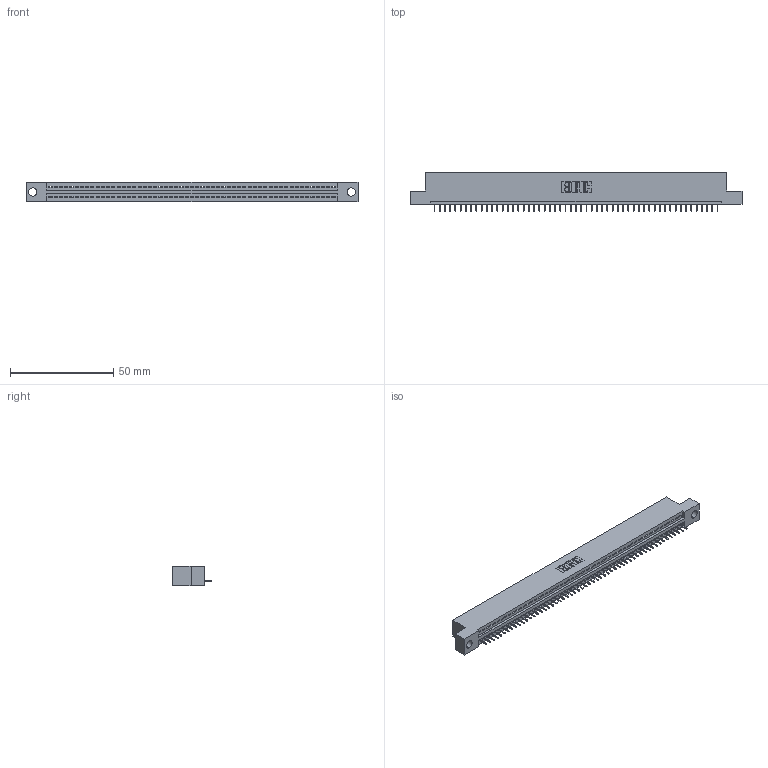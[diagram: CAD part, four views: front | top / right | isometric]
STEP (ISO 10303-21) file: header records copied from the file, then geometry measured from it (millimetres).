
FILE_DESCRIPTION (( 'STEP AP203' ), '1' );
FILE_NAME ('895-055-525-104.STEP', '2020-09-27T15:06:23', ( '' ), ( '' ), 'SwSTEP 2.0', 'SolidWorks 2020', '' );
FILE_SCHEMA (( 'CONFIG_CONTROL_DESIGN' ));
Length unit declared in the file: inch
Products named in the file (3): 845 Part_Flush Mounting Lugs - 0.156 Dia-TH; 345-292-001_345-293-125; 895-055-525-104
Assembly tree (56 placements, depth 2):
  895-055-525-104
    845 Part_Flush Mounting Lugs - 0.156 Dia-TH
    345-292-001_345-293-125  x55
Bounding box: 160.91 x 18.72 x 9.4 mm (x, y, z)
Volume: 15077.4 mm3; surface area: 19273.1 mm2
Topology: 56 solids, 56 shells, 3536 faces, 10241 edges, 6606 vertices
Faces by surface type: plane 2610, cylinder 926
Entity records: 39721 total; most frequent: CARTESIAN_POINT 6885, ORIENTED_EDGE 6874, DIRECTION 5995, EDGE_CURVE 3437, LINE 3089, VECTOR 3089, VERTEX_POINT 2286, AXIS2_PLACEMENT_3D 1453
